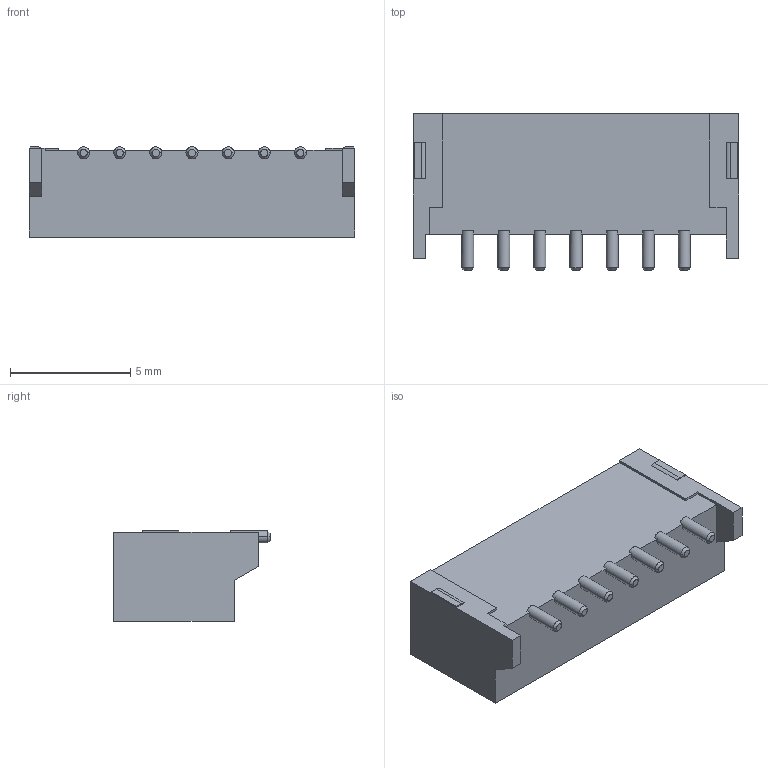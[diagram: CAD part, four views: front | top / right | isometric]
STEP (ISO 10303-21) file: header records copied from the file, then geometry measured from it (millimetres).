
FILE_DESCRIPTION(('CoCreate Modeling STEP Export'),'2;1');
FILE_NAME('WB1519H-07XXC.stp','2021-10-09T 9:17:50',(''),(''),'CoCreate Modeling STEP processor for AP214 (Solid Model)','CoCreate Modeling 16.00 13-May-2008 (C) Parametric Technology GmbH','');
FILE_SCHEMA(('AUTOMOTIVE_DESIGN { 1 0 10303 214 1 1 1 1 }'));
Length unit declared in the file: millimetre
Products named in the file (3): WB1519H-07; WB1519H-07XXC
Assembly tree (2 placements, depth 2):
  WB1519H-07XXC
    WB1519H-07XXC
    WB1519H-07
Bounding box: 13.5 x 6.5 x 3.75 mm (x, y, z)
Volume: 145.9 mm3; surface area: 414.9 mm2
Topology: 1 solids, 1 shells, 145 faces, 435 edges, 368 vertices
Faces by surface type: plane 83, cylinder 34, cone 28
Entity records: 4452 total; most frequent: CARTESIAN_POINT 844, ORIENTED_EDGE 734, DIRECTION 680, EDGE_CURVE 367, VECTOR 320, LINE 320, VERTEX_POINT 232, AXIS2_PLACEMENT_3D 180
